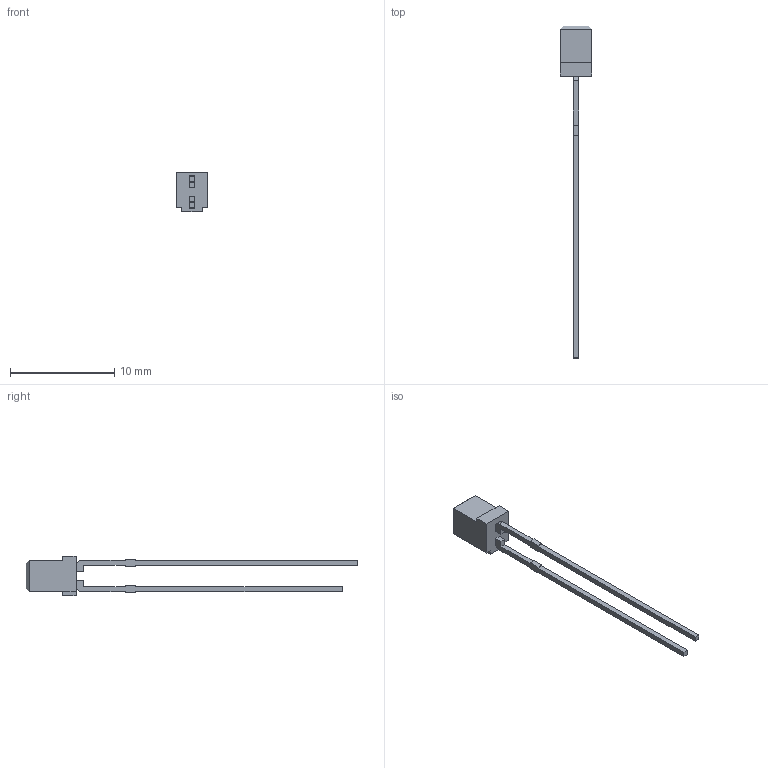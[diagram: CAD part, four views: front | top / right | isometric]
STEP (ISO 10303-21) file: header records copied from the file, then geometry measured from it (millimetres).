
FILE_DESCRIPTION (( 'STEP AP214' ), '1' );
FILE_NAME ('XSxx43.STEP', '2015-09-11T16:44:50', ( '' ), ( '' ), 'SwSTEP 2.0', 'SolidWorks 2012', '' );
FILE_SCHEMA (( 'AUTOMOTIVE_DESIGN' ));
Length unit declared in the file: millimetre
Products named in the file (1): XSxx43
Bounding box: 3 x 31.8 x 3.8 mm (x, y, z)
Volume: 59 mm3; surface area: 187.5 mm2
Topology: 1 solids, 1 shells, 272 faces, 740 edges, 492 vertices
Faces by surface type: plane 173, bspline 99
Entity records: 15519 total; most frequent: CARTESIAN_POINT 6860, ORIENTED_EDGE 1480, DIRECTION 890, EDGE_CURVE 740, VECTOR 542, LINE 542, VERTEX_POINT 492, EDGE_LOOP 294
